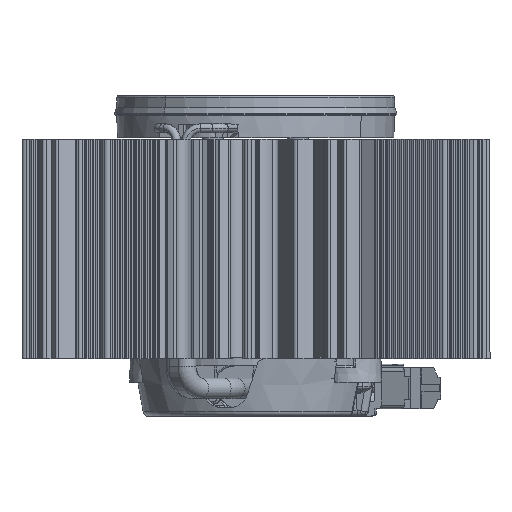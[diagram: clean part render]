
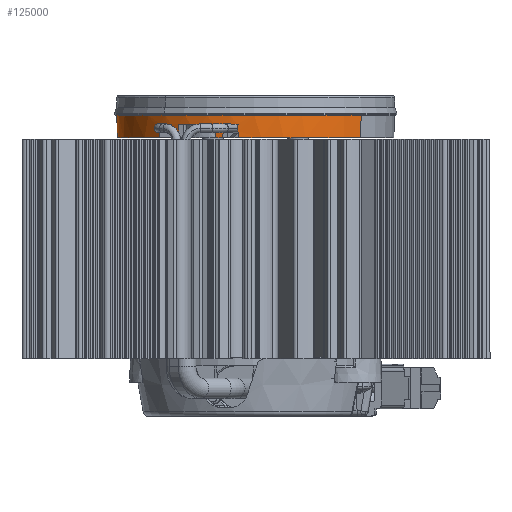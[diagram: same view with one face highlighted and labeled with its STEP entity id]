
A CAD part, front view. The second image highlights one B-rep face of the part: STEP entity #125000.
In plain terms, the highlighted conical face has half-angle 2 degrees and reference radius 1 mm.
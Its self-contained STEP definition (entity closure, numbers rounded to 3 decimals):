
#41090=CARTESIAN_POINT('',(-18.757,0.1,
2.122));
#41100=VERTEX_POINT('',#41090);
#41130=CARTESIAN_POINT('',(2.473,141.071,
9.172));
#41140=DIRECTION('',(-0.259,0.087,
-0.962));
#41150=DIRECTION('',(0.023,0.996,
0.084));
#41160=AXIS2_PLACEMENT_3D('',#41130,#41140,#41150);
#41170=ELLIPSE('',#41160,273.071,21.822);
#41180=CARTESIAN_POINT('',(-18.802,2.,
2.306));
#41190=VERTEX_POINT('',#41180);
#41200=EDGE_CURVE('',#41100,#41190,#41170,.T.);
#43190=CARTESIAN_POINT('',(-18.844,0.1,
1.109));
#43200=VERTEX_POINT('',#43190);
#43230=CARTESIAN_POINT('',(0.,0.1,
0.));
#43240=DIRECTION('',(0.,-1.,0.));
#43250=DIRECTION('',(-0.994,0.,0.112));
#43260=AXIS2_PLACEMENT_3D('',#43230,#43240,#43250);
#43270=CIRCLE('',#43260,18.877);
#43280=EDGE_CURVE('',#41100,#43200,#43270,.T.);
#43590=CARTESIAN_POINT('',(-17.282,0.1,
7.594));
#43600=VERTEX_POINT('',#43590);
#43630=CARTESIAN_POINT('',(0.,0.1,
0.));
#43640=DIRECTION('',(0.,-1.,0.));
#43650=DIRECTION('',(-0.893,0.,0.451));
#43660=AXIS2_PLACEMENT_3D('',#43630,#43640,#43650);
#43670=CIRCLE('',#43660,18.877);
#43680=CARTESIAN_POINT('',(-16.848,0.1,
8.513));
#43690=VERTEX_POINT('',#43680);
#43700=EDGE_CURVE('',#43690,#43600,#43670,.T.);
#53340=CARTESIAN_POINT('',(0.,2.,
0.));
#53350=DIRECTION('',(0.,-1.,0.));
#53360=DIRECTION('',(-0.999,0.,0.051));
#53370=AXIS2_PLACEMENT_3D('',#53340,#53350,#53360);
#53380=CIRCLE('',#53370,18.943);
#53390=CARTESIAN_POINT('',(-18.919,2.,
0.957));
#53400=VERTEX_POINT('',#53390);
#53410=CARTESIAN_POINT('',(-18.921,2.,
-0.926));
#53420=VERTEX_POINT('',#53410);
#53430=EDGE_CURVE('',#53400,#53420,#53380,.T.);
#53770=CARTESIAN_POINT('',(2.628,183.921,
9.749));
#53780=DIRECTION('',(0.259,-0.087,
0.962));
#53790=DIRECTION('',(0.023,0.996,
0.084));
#53800=AXIS2_PLACEMENT_3D('',#53770,#53780,#53790);
#53810=ELLIPSE('',#53800,290.24,23.194);
#53820=CARTESIAN_POINT('',(-18.844,0.1,
-1.119));
#53830=VERTEX_POINT('',#53820);
#53840=EDGE_CURVE('',#53420,#53830,#53810,.T.);
#59330=CARTESIAN_POINT('',(-15.739,0.1,
10.422));
#59340=VERTEX_POINT('',#59330);
#59370=CARTESIAN_POINT('',(0.,0.1,
0.));
#59380=DIRECTION('',(0.,-1.,0.));
#59390=DIRECTION('',(-0.998,0.,-0.059));
#59400=AXIS2_PLACEMENT_3D('',#59370,#59380,#59390);
#59410=CIRCLE('',#59400,18.877);
#59420=CARTESIAN_POINT('',(0.,0.1,
18.877));
#59430=VERTEX_POINT('',#59420);
#59440=EDGE_CURVE('',#59430,#59340,#59410,.T.);
#59460=CARTESIAN_POINT('',(0.,0.1,
-18.877));
#59470=VERTEX_POINT('',#59460);
#59500=EDGE_CURVE('',#53830,#59470,#59410,.T.);
#123550=CARTESIAN_POINT('',(-18.985,3.194,
0.));
#123560=VERTEX_POINT('',#123550);
#123720=CARTESIAN_POINT('',(0.,3.194,
0.));
#123730=DIRECTION('',(0.,1.,0.));
#123740=DIRECTION('',(1.,0.,0.));
#123750=AXIS2_PLACEMENT_3D('',#123720,#123730,#123740);
#123760=CIRCLE('',#123750,18.985);
#123770=CARTESIAN_POINT('',(0.,3.194,
18.985));
#123780=VERTEX_POINT('',#123770);
#123810=EDGE_CURVE('',#123560,#123780,#123760,.T.);
#124210=CARTESIAN_POINT('',(0.,-511.827,
0.));
#124220=DIRECTION('',(0.,1.,0.));
#124230=DIRECTION('',(0.,0.,-1.));
#124240=AXIS2_PLACEMENT_3D('',#124210,#124220,#124230);
#124250=CONICAL_SURFACE('',#124240,1.,0.035);
#124260=CARTESIAN_POINT('',(0.,-511.827,
1.));
#124270=DIRECTION('',(0.,0.999,
0.035));
#124280=VECTOR('',#124270,28.654);
#124290=LINE('',#124260,#124280);
#124300=EDGE_CURVE('',#59430,#123780,#124290,.T.);
#124310=ORIENTED_EDGE('',*,*,#124300,.T.);
#124320=ORIENTED_EDGE('',*,*,#59440,.F.);
#124330=CARTESIAN_POINT('',(-2.627,183.66,
-9.745));
#124340=DIRECTION('',(-0.259,-0.087,
-0.962));
#124350=DIRECTION('',(-0.023,0.996,
-0.084));
#124360=AXIS2_PLACEMENT_3D('',#124330,#124340,#124350);
#124370=ELLIPSE('',#124360,290.135,23.185);
#124380=CARTESIAN_POINT('',(-15.902,2.,
10.294));
#124390=VERTEX_POINT('',#124380);
#124400=EDGE_CURVE('',#59340,#124390,#124370,.T.);
#124410=ORIENTED_EDGE('',*,*,#124400,.F.);
#124420=CARTESIAN_POINT('',(0.,2.,
0.));
#124430=DIRECTION('',(0.,-1.,0.));
#124440=DIRECTION('',(-0.839,0.,0.543));
#124450=AXIS2_PLACEMENT_3D('',#124420,#124430,#124440);
#124460=CIRCLE('',#124450,18.943);
#124470=CARTESIAN_POINT('',(-16.837,2.,
8.682));
#124480=VERTEX_POINT('',#124470);
#124490=EDGE_CURVE('',#124390,#124480,#124460,.T.);
#124500=ORIENTED_EDGE('',*,*,#124490,.F.);
#124510=CARTESIAN_POINT('',(2.144,50.418,
7.952));
#124520=DIRECTION('',(0.259,-0.087,
0.962));
#124530=DIRECTION('',(0.023,0.996,
0.084));
#124540=AXIS2_PLACEMENT_3D('',#124510,#124520,#124530);
#124550=ELLIPSE('',#124540,236.749,18.919);
#124560=EDGE_CURVE('',#124480,#43690,#124550,.T.);
#124570=ORIENTED_EDGE('',*,*,#124560,.F.);
#124580=ORIENTED_EDGE('',*,*,#43700,.F.);
#124590=CARTESIAN_POINT('',(-2.473,141.071,
-9.172));
#124600=DIRECTION('',(0.259,0.087,
0.962));
#124610=DIRECTION('',(-0.023,0.996,
-0.084));
#124620=AXIS2_PLACEMENT_3D('',#124590,#124600,#124610);
#124630=ELLIPSE('',#124620,273.071,21.822);
#124640=CARTESIAN_POINT('',(-17.414,2.,
7.457));
#124650=VERTEX_POINT('',#124640);
#124660=EDGE_CURVE('',#124650,#43600,#124630,.T.);
#124670=ORIENTED_EDGE('',*,*,#124660,.T.);
#124680=CARTESIAN_POINT('',(0.,2.,
0.));
#124690=DIRECTION('',(0.,-1.,0.));
#124700=DIRECTION('',(-0.919,0.,0.394));
#124710=AXIS2_PLACEMENT_3D('',#124680,#124690,#124700);
#124720=CIRCLE('',#124710,18.943);
#124730=EDGE_CURVE('',#124650,#41190,#124720,.T.);
#124740=ORIENTED_EDGE('',*,*,#124730,.F.);
#124750=ORIENTED_EDGE('',*,*,#41200,.T.);
#124760=ORIENTED_EDGE('',*,*,#43280,.F.);
#124770=CARTESIAN_POINT('',(-2.144,50.418,
-7.952));
#124780=DIRECTION('',(-0.259,-0.087,
-0.962));
#124790=DIRECTION('',(-0.023,0.996,
-0.084));
#124800=AXIS2_PLACEMENT_3D('',#124770,#124780,#124790);
#124810=ELLIPSE('',#124800,236.749,18.919);
#124820=EDGE_CURVE('',#43200,#53400,#124810,.T.);
#124830=ORIENTED_EDGE('',*,*,#124820,.F.);
#124840=ORIENTED_EDGE('',*,*,#53430,.F.);
#124850=ORIENTED_EDGE('',*,*,#53840,.F.);
#124860=ORIENTED_EDGE('',*,*,#59500,.F.);
#124870=CARTESIAN_POINT('',(0.,-511.827,
-1.));
#124880=DIRECTION('',(0.,0.999,
-0.035));
#124890=VECTOR('',#124880,28.654);
#124900=LINE('',#124870,#124890);
#124910=CARTESIAN_POINT('',(0.,3.194,
-18.985));
#124920=VERTEX_POINT('',#124910);
#124930=EDGE_CURVE('',#59470,#124920,#124900,.T.);
#124940=ORIENTED_EDGE('',*,*,#124930,.F.);
#124950=EDGE_CURVE('',#124920,#123560,#123760,.T.);
#124960=ORIENTED_EDGE('',*,*,#124950,.F.);
#124970=ORIENTED_EDGE('',*,*,#123810,.F.);
#124980=EDGE_LOOP('',(#124970,#124960,#124940,#124860,#124850,#124840,
#124830,#124760,#124750,#124740,#124670,#124580,#124570,#124500,#124410,
#124320,#124310));
#124990=FACE_OUTER_BOUND('',#124980,.T.);
#125000=ADVANCED_FACE('',(#124990),#124250,.T.);
